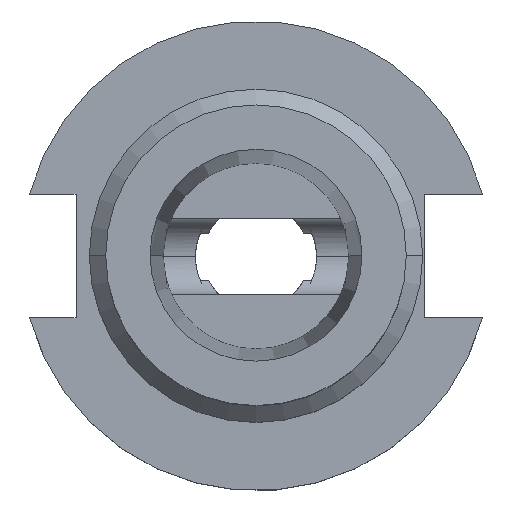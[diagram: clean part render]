
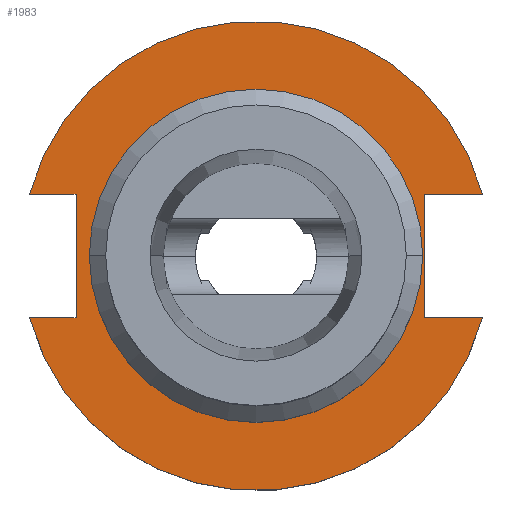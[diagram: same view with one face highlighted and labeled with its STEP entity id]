
A CAD part, top view. The second image highlights one B-rep face of the part: STEP entity #1983.
In plain terms, the highlighted planar face has unit normal (0, 0, 1).
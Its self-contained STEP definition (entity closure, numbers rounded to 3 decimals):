
#33 = DIRECTION ( 'NONE',  ( 0., 0., 1. ) ) ;
#36 = CARTESIAN_POINT ( 'NONE',  ( 34.925, 0., 19.05 ) ) ;
#47 = DIRECTION ( 'NONE',  ( 1., 0., 0. ) ) ;
#113 = VECTOR ( 'NONE', #2017, 1000. ) ;
#117 = EDGE_CURVE ( 'NONE', #985, #780, #1761, .T. ) ;
#172 = VERTEX_POINT ( 'NONE', #1715 ) ;
#280 = VECTOR ( 'NONE', #1733, 1000. ) ;
#299 = DIRECTION ( 'NONE',  ( 1., 0., 0. ) ) ;
#308 = EDGE_CURVE ( 'NONE', #1713, #696, #1385, .T. ) ;
#375 = VECTOR ( 'NONE', #749, 1000. ) ;
#385 = AXIS2_PLACEMENT_3D ( 'NONE', #1190, #33, #1396 ) ;
#409 = VERTEX_POINT ( 'NONE', #2419 ) ;
#452 = VERTEX_POINT ( 'NONE', #1831 ) ;
#468 = ORIENTED_EDGE ( 'NONE', *, *, #308, .T. ) ;
#552 = DIRECTION ( 'NONE',  ( 1., 0., 0. ) ) ;
#565 = ORIENTED_EDGE ( 'NONE', *, *, #1630, .F. ) ;
#571 = EDGE_CURVE ( 'NONE', #840, #634, #1481, .T. ) ;
#584 = FACE_OUTER_BOUND ( 'NONE', #1718, .T. ) ;
#588 = AXIS2_PLACEMENT_3D ( 'NONE', #1028, #1470, #299 ) ;
#634 = VERTEX_POINT ( 'NONE', #1953 ) ;
#647 = LINE ( 'NONE', #1774, #2144 ) ;
#657 = AXIS2_PLACEMENT_3D ( 'NONE', #1176, #1181, #47 ) ;
#662 = AXIS2_PLACEMENT_3D ( 'NONE', #2469, #2245, #552 ) ;
#696 = VERTEX_POINT ( 'NONE', #1129 ) ;
#710 = CIRCLE ( 'NONE', #657, 34.925 ) ;
#726 = ORIENTED_EDGE ( 'NONE', *, *, #2273, .F. ) ;
#741 = EDGE_LOOP ( 'NONE', ( #1049, #1069 ) ) ;
#749 = DIRECTION ( 'NONE',  ( -1., 0., 0. ) ) ;
#777 = DIRECTION ( 'NONE',  ( 0., 1., 0. ) ) ;
#780 = VERTEX_POINT ( 'NONE', #971 ) ;
#782 = EDGE_CURVE ( 'NONE', #1713, #452, #1642, .T. ) ;
#840 = VERTEX_POINT ( 'NONE', #36 ) ;
#961 = AXIS2_PLACEMENT_3D ( 'NONE', #1239, #2415, #1255 ) ;
#966 = EDGE_CURVE ( 'NONE', #1946, #409, #1383, .T. ) ;
#971 = CARTESIAN_POINT ( 'NONE',  ( 35.306, -12.954, 19.05 ) ) ;
#985 = VERTEX_POINT ( 'NONE', #1704 ) ;
#1028 = CARTESIAN_POINT ( 'NONE',  ( 0., 0., 19.05 ) ) ;
#1049 = ORIENTED_EDGE ( 'NONE', *, *, #571, .F. ) ;
#1069 = ORIENTED_EDGE ( 'NONE', *, *, #1215, .F. ) ;
#1129 = CARTESIAN_POINT ( 'NONE',  ( 47.477, -12.954, 19.05 ) ) ;
#1147 = EDGE_CURVE ( 'NONE', #172, #985, #2444, .T. ) ;
#1176 = CARTESIAN_POINT ( 'NONE',  ( 0., 0., 19.05 ) ) ;
#1181 = DIRECTION ( 'NONE',  ( 0., 0., 1. ) ) ;
#1190 = CARTESIAN_POINT ( 'NONE',  ( 0., 0., 19.05 ) ) ;
#1215 = EDGE_CURVE ( 'NONE', #634, #840, #710, .T. ) ;
#1239 = CARTESIAN_POINT ( 'NONE',  ( 0., 49.212, 19.05 ) ) ;
#1245 = PLANE ( 'NONE',  #961 ) ;
#1255 = DIRECTION ( 'NONE',  ( 1., 0., 0. ) ) ;
#1271 = CARTESIAN_POINT ( 'NONE',  ( -47.477, -12.954, 19.05 ) ) ;
#1298 = VECTOR ( 'NONE', #2305, 1000. ) ;
#1310 = CARTESIAN_POINT ( 'NONE',  ( 35.306, 12.954, 19.05 ) ) ;
#1349 = ORIENTED_EDGE ( 'NONE', *, *, #966, .F. ) ;
#1383 = LINE ( 'NONE', #2230, #280 ) ;
#1385 = CIRCLE ( 'NONE', #588, 49.212 ) ;
#1396 = DIRECTION ( 'NONE',  ( 1., 0., 0. ) ) ;
#1417 = CARTESIAN_POINT ( 'NONE',  ( 35.306, -12.954, 19.05 ) ) ;
#1424 = ORIENTED_EDGE ( 'NONE', *, *, #2308, .T. ) ;
#1452 = ORIENTED_EDGE ( 'NONE', *, *, #782, .F. ) ;
#1470 = DIRECTION ( 'NONE',  ( 0., 0., 1. ) ) ;
#1481 = CIRCLE ( 'NONE', #662, 34.925 ) ;
#1590 = CIRCLE ( 'NONE', #385, 49.212 ) ;
#1600 = ORIENTED_EDGE ( 'NONE', *, *, #1147, .F. ) ;
#1630 = EDGE_CURVE ( 'NONE', #780, #696, #2163, .T. ) ;
#1642 = LINE ( 'NONE', #1806, #2133 ) ;
#1644 = FACE_BOUND ( 'NONE', #741, .T. ) ;
#1704 = CARTESIAN_POINT ( 'NONE',  ( 35.306, 12.954, 19.05 ) ) ;
#1713 = VERTEX_POINT ( 'NONE', #1271 ) ;
#1715 = CARTESIAN_POINT ( 'NONE',  ( 47.477, 12.954, 19.05 ) ) ;
#1718 = EDGE_LOOP ( 'NONE', ( #468, #565, #1773, #1600, #1424, #1349, #726, #1452 ) ) ;
#1722 = CARTESIAN_POINT ( 'NONE',  ( 35.306, 12.954, 19.05 ) ) ;
#1733 = DIRECTION ( 'NONE',  ( -1., 0., 0. ) ) ;
#1761 = LINE ( 'NONE', #1722, #1298 ) ;
#1773 = ORIENTED_EDGE ( 'NONE', *, *, #117, .F. ) ;
#1774 = CARTESIAN_POINT ( 'NONE',  ( -37.719, 12.954, 19.05 ) ) ;
#1806 = CARTESIAN_POINT ( 'NONE',  ( -63.719, -12.954, 19.05 ) ) ;
#1831 = CARTESIAN_POINT ( 'NONE',  ( -37.719, -12.954, 19.05 ) ) ;
#1946 = VERTEX_POINT ( 'NONE', #2384 ) ;
#1953 = CARTESIAN_POINT ( 'NONE',  ( -34.925, 0., 19.05 ) ) ;
#1983 = ADVANCED_FACE ( 'NONE', ( #1644, #584 ), #1245, .T. ) ;
#2017 = DIRECTION ( 'NONE',  ( 1., 0., 0. ) ) ;
#2025 = DIRECTION ( 'NONE',  ( 1., 0., 0. ) ) ;
#2133 = VECTOR ( 'NONE', #2025, 1000. ) ;
#2144 = VECTOR ( 'NONE', #777, 1000. ) ;
#2163 = LINE ( 'NONE', #1417, #113 ) ;
#2230 = CARTESIAN_POINT ( 'NONE',  ( -63.719, 12.954, 19.05 ) ) ;
#2245 = DIRECTION ( 'NONE',  ( 0., 0., 1. ) ) ;
#2273 = EDGE_CURVE ( 'NONE', #452, #1946, #647, .T. ) ;
#2305 = DIRECTION ( 'NONE',  ( 0., -1., 0. ) ) ;
#2308 = EDGE_CURVE ( 'NONE', #172, #409, #1590, .T. ) ;
#2384 = CARTESIAN_POINT ( 'NONE',  ( -37.719, 12.954, 19.05 ) ) ;
#2415 = DIRECTION ( 'NONE',  ( 0., 0., 1. ) ) ;
#2419 = CARTESIAN_POINT ( 'NONE',  ( -47.477, 12.954, 19.05 ) ) ;
#2444 = LINE ( 'NONE', #1310, #375 ) ;
#2469 = CARTESIAN_POINT ( 'NONE',  ( 0., 0., 19.05 ) ) ;
